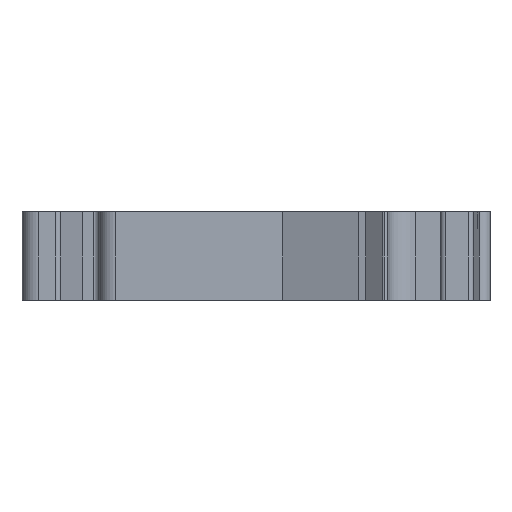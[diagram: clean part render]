
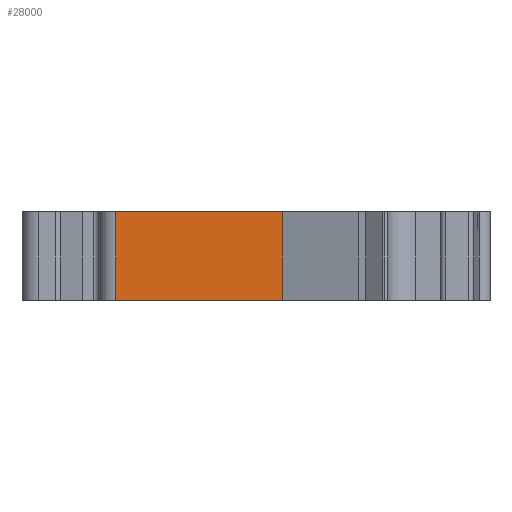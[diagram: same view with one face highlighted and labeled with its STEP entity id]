
A CAD part, front view. The second image highlights one B-rep face of the part: STEP entity #28000.
In plain terms, the highlighted planar face has unit normal (0, -1, 0).
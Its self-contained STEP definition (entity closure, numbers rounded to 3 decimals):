
#12650=CARTESIAN_POINT('',(-13.9,-1.,-8.));
#12660=VERTEX_POINT('',#12650);
#12690=CARTESIAN_POINT('',(0.,-1.,-8.));
#12700=DIRECTION('',(1.,0.,0.));
#12710=VECTOR('',#12700,1.);
#12720=LINE('',#12690,#12710);
#12730=CARTESIAN_POINT('',(1.296,-1.,-8.));
#12740=VERTEX_POINT('',#12730);
#12750=EDGE_CURVE('',#12660,#12740,#12720,.T.);
#26520=CARTESIAN_POINT('',(1.296,-1.,0.));
#26530=DIRECTION('',(0.,0.,-1.));
#26540=VECTOR('',#26530,1.);
#26550=LINE('',#26520,#26540);
#26560=CARTESIAN_POINT('',(1.296,-1.,0.));
#26570=VERTEX_POINT('',#26560);
#26580=EDGE_CURVE('',#26570,#12740,#26550,.T.);
#27030=CARTESIAN_POINT('',(-13.9,-1.,0.));
#27040=VERTEX_POINT('',#27030);
#27070=CARTESIAN_POINT('',(-13.9,-1.,0.));
#27080=DIRECTION('',(0.,0.,-1.));
#27090=VECTOR('',#27080,1.);
#27100=LINE('',#27070,#27090);
#27110=EDGE_CURVE('',#27040,#12660,#27100,.T.);
#27840=CARTESIAN_POINT('',(1.6,-1.,-5.));
#27850=DIRECTION('',(0.,-1.,0.));
#27860=DIRECTION('',(1.,0.,0.));
#27870=AXIS2_PLACEMENT_3D('',#27840,#27850,#27860);
#27880=PLANE('',#27870);
#27890=ORIENTED_EDGE('',*,*,#12750,.T.);
#27900=ORIENTED_EDGE('',*,*,#27110,.T.);
#27910=CARTESIAN_POINT('',(0.,-1.,0.));
#27920=DIRECTION('',(-1.,0.,0.));
#27930=VECTOR('',#27920,1.);
#27940=LINE('',#27910,#27930);
#27950=EDGE_CURVE('',#26570,#27040,#27940,.T.);
#27960=ORIENTED_EDGE('',*,*,#27950,.T.);
#27970=ORIENTED_EDGE('',*,*,#26580,.F.);
#27980=EDGE_LOOP('',(#27970,#27960,#27900,#27890));
#27990=FACE_OUTER_BOUND('',#27980,.T.);
#28000=ADVANCED_FACE('',(#27990),#27880,.T.);
